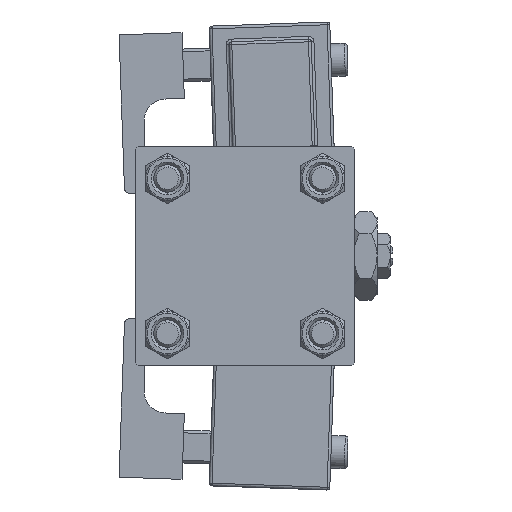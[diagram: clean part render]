
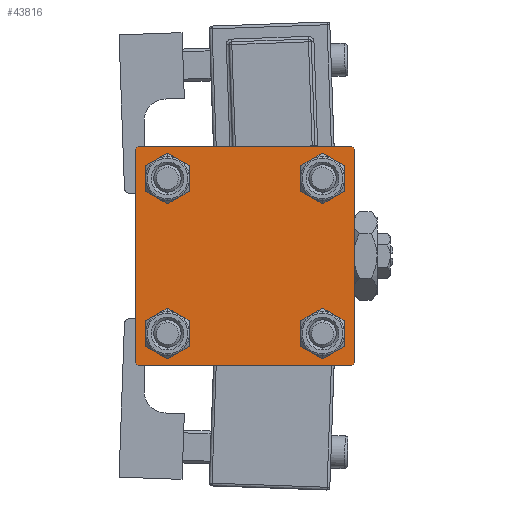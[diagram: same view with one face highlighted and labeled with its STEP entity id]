
A CAD part, left-side view. The second image highlights one B-rep face of the part: STEP entity #43816.
In plain terms, the highlighted planar face has unit normal (-1, 0, 0).
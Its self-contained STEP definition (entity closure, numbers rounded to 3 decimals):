
#379 = AXIS2_PLACEMENT_3D ( 'NONE', #49713, #54175, #11061 ) ;
#418 = VERTEX_POINT ( 'NONE', #34436 ) ;
#952 = ORIENTED_EDGE ( 'NONE', *, *, #8667, .T. ) ;
#1242 = CARTESIAN_POINT ( 'NONE',  ( 0., -14.15, -14.15 ) ) ;
#2164 = DIRECTION ( 'NONE',  ( 0., 0., 1. ) ) ;
#2974 = DIRECTION ( 'NONE',  ( 0., 0., -1. ) ) ;
#3231 = VERTEX_POINT ( 'NONE', #34310 ) ;
#3492 = ORIENTED_EDGE ( 'NONE', *, *, #13435, .F. ) ;
#3496 = CARTESIAN_POINT ( 'NONE',  ( 0., 14.15, -14.15 ) ) ;
#4134 = CARTESIAN_POINT ( 'NONE',  ( 0., -14.15, 14.15 ) ) ;
#4581 = VECTOR ( 'NONE', #43371, 1000. ) ;
#4627 = EDGE_CURVE ( 'NONE', #418, #3231, #10609, .T. ) ;
#4664 = FACE_BOUND ( 'NONE', #19081, .T. ) ;
#5555 = CIRCLE ( 'NONE', #6430, 3. ) ;
#6248 = DIRECTION ( 'NONE',  ( 1., 0., 0. ) ) ;
#6430 = AXIS2_PLACEMENT_3D ( 'NONE', #36295, #6248, #14876 ) ;
#6699 = CARTESIAN_POINT ( 'NONE',  ( 0., -14.15, 17.15 ) ) ;
#6813 = EDGE_CURVE ( 'NONE', #14556, #50084, #49801, .T. ) ;
#7009 = DIRECTION ( 'NONE',  ( 0., -0.707, -0.707 ) ) ;
#7342 = DIRECTION ( 'NONE',  ( 0., 0., -1. ) ) ;
#7419 = EDGE_CURVE ( 'NONE', #40886, #22856, #18530, .T. ) ;
#7433 = VERTEX_POINT ( 'NONE', #20878 ) ;
#7651 = ORIENTED_EDGE ( 'NONE', *, *, #14577, .T. ) ;
#8436 = CARTESIAN_POINT ( 'NONE',  ( 0., -20., -19.5 ) ) ;
#8437 = ORIENTED_EDGE ( 'NONE', *, *, #26576, .T. ) ;
#8667 = EDGE_CURVE ( 'NONE', #3231, #418, #53427, .T. ) ;
#8818 = FACE_BOUND ( 'NONE', #31433, .T. ) ;
#8955 = EDGE_CURVE ( 'NONE', #40245, #40886, #23700, .T. ) ;
#9479 = CARTESIAN_POINT ( 'NONE',  ( 0., 14.15, 17.15 ) ) ;
#10609 = CIRCLE ( 'NONE', #45286, 3. ) ;
#10936 = CARTESIAN_POINT ( 'NONE',  ( 0., 14.15, 11.15 ) ) ;
#11061 = DIRECTION ( 'NONE',  ( 0., 0., 1. ) ) ;
#11390 = DIRECTION ( 'NONE',  ( 0., -1., 0. ) ) ;
#12593 = VERTEX_POINT ( 'NONE', #8436 ) ;
#13435 = EDGE_CURVE ( 'NONE', #35450, #12593, #45256, .T. ) ;
#13500 = VECTOR ( 'NONE', #32759, 1000. ) ;
#13606 = LINE ( 'NONE', #47545, #4581 ) ;
#13698 = CARTESIAN_POINT ( 'NONE',  ( 0., 14.15, 14.15 ) ) ;
#13743 = DIRECTION ( 'NONE',  ( 1., 0., 0. ) ) ;
#14112 = EDGE_CURVE ( 'NONE', #50084, #14556, #26858, .T. ) ;
#14241 = DIRECTION ( 'NONE',  ( 0., 0., 1. ) ) ;
#14365 = CARTESIAN_POINT ( 'NONE',  ( 0., 14.15, -11.15 ) ) ;
#14556 = VERTEX_POINT ( 'NONE', #36568 ) ;
#14577 = EDGE_CURVE ( 'NONE', #50011, #27219, #5555, .T. ) ;
#14876 = DIRECTION ( 'NONE',  ( 0., 0., 1. ) ) ;
#15129 = CARTESIAN_POINT ( 'NONE',  ( 0., 20., 20. ) ) ;
#15390 = CARTESIAN_POINT ( 'NONE',  ( 0., -19.5, -20. ) ) ;
#16276 = DIRECTION ( 'NONE',  ( 1., 0., 0. ) ) ;
#16557 = ORIENTED_EDGE ( 'NONE', *, *, #20894, .T. ) ;
#16633 = CARTESIAN_POINT ( 'NONE',  ( 0., -14.15, -14.15 ) ) ;
#16759 = ORIENTED_EDGE ( 'NONE', *, *, #42057, .T. ) ;
#17909 = DIRECTION ( 'NONE',  ( 0., 0., 1. ) ) ;
#18530 = LINE ( 'NONE', #21411, #37397 ) ;
#18834 = AXIS2_PLACEMENT_3D ( 'NONE', #13698, #30670, #14241 ) ;
#19036 = EDGE_LOOP ( 'NONE', ( #7651, #31066 ) ) ;
#19081 = EDGE_LOOP ( 'NONE', ( #16759, #26546 ) ) ;
#20283 = LINE ( 'NONE', #28901, #36751 ) ;
#20878 = CARTESIAN_POINT ( 'NONE',  ( 0., 14.15, -17.15 ) ) ;
#20894 = EDGE_CURVE ( 'NONE', #54935, #24834, #36908, .T. ) ;
#20952 = VECTOR ( 'NONE', #23831, 1000. ) ;
#21078 = CARTESIAN_POINT ( 'NONE',  ( 0., 0., 0. ) ) ;
#21411 = CARTESIAN_POINT ( 'NONE',  ( 0., 20., -20. ) ) ;
#21625 = FACE_BOUND ( 'NONE', #19036, .T. ) ;
#22169 = ORIENTED_EDGE ( 'NONE', *, *, #7419, .T. ) ;
#22856 = VERTEX_POINT ( 'NONE', #15390 ) ;
#23243 = ORIENTED_EDGE ( 'NONE', *, *, #52226, .T. ) ;
#23286 = DIRECTION ( 'NONE',  ( 1., 0., 0. ) ) ;
#23700 = LINE ( 'NONE', #45128, #47241 ) ;
#23831 = DIRECTION ( 'NONE',  ( 0., 0.707, -0.707 ) ) ;
#24326 = ORIENTED_EDGE ( 'NONE', *, *, #30171, .T. ) ;
#24834 = VERTEX_POINT ( 'NONE', #38178 ) ;
#25219 = CARTESIAN_POINT ( 'NONE',  ( 0., 19.5, 20. ) ) ;
#25243 = ORIENTED_EDGE ( 'NONE', *, *, #14112, .T. ) ;
#25791 = AXIS2_PLACEMENT_3D ( 'NONE', #35245, #23286, #2164 ) ;
#26062 = DIRECTION ( 'NONE',  ( 0., 0., 1. ) ) ;
#26546 = ORIENTED_EDGE ( 'NONE', *, *, #34950, .T. ) ;
#26576 = EDGE_CURVE ( 'NONE', #35450, #49485, #37728, .T. ) ;
#26858 = CIRCLE ( 'NONE', #35765, 3. ) ;
#27147 = CIRCLE ( 'NONE', #29817, 3. ) ;
#27219 = VERTEX_POINT ( 'NONE', #10936 ) ;
#28003 = CARTESIAN_POINT ( 'NONE',  ( 0., -20., 20. ) ) ;
#28901 = CARTESIAN_POINT ( 'NONE',  ( 0., 20., 20. ) ) ;
#29410 = AXIS2_PLACEMENT_3D ( 'NONE', #16633, #34685, #30520 ) ;
#29817 = AXIS2_PLACEMENT_3D ( 'NONE', #3496, #16276, #33252 ) ;
#30171 = EDGE_CURVE ( 'NONE', #24834, #40245, #41006, .T. ) ;
#30230 = FACE_OUTER_BOUND ( 'NONE', #49858, .T. ) ;
#30243 = DIRECTION ( 'NONE',  ( 1., 0., 0. ) ) ;
#30520 = DIRECTION ( 'NONE',  ( 0., 0., 1. ) ) ;
#30670 = DIRECTION ( 'NONE',  ( 1., 0., 0. ) ) ;
#30789 = FACE_BOUND ( 'NONE', #49974, .T. ) ;
#30804 = AXIS2_PLACEMENT_3D ( 'NONE', #21078, #47201, #26062 ) ;
#31066 = ORIENTED_EDGE ( 'NONE', *, *, #53261, .T. ) ;
#31339 = ORIENTED_EDGE ( 'NONE', *, *, #4627, .T. ) ;
#31433 = EDGE_LOOP ( 'NONE', ( #31339, #952 ) ) ;
#32236 = CARTESIAN_POINT ( 'NONE',  ( 0., 19.5, -20. ) ) ;
#32759 = DIRECTION ( 'NONE',  ( 0., 0.707, 0.707 ) ) ;
#33252 = DIRECTION ( 'NONE',  ( 0., 0., 1. ) ) ;
#33343 = DIRECTION ( 'NONE',  ( 0., 0., 1. ) ) ;
#33577 = EDGE_CURVE ( 'NONE', #54935, #49485, #20283, .T. ) ;
#34310 = CARTESIAN_POINT ( 'NONE',  ( 0., -14.15, -17.15 ) ) ;
#34436 = CARTESIAN_POINT ( 'NONE',  ( 0., -14.15, -11.15 ) ) ;
#34685 = DIRECTION ( 'NONE',  ( 1., 0., 0. ) ) ;
#34760 = CARTESIAN_POINT ( 'NONE',  ( 0., -19.5, 20. ) ) ;
#34950 = EDGE_CURVE ( 'NONE', #7433, #43868, #53681, .T. ) ;
#35245 = CARTESIAN_POINT ( 'NONE',  ( 0., -14.15, 14.15 ) ) ;
#35450 = VERTEX_POINT ( 'NONE', #53492 ) ;
#35499 = DIRECTION ( 'NONE',  ( 0., -1., 0. ) ) ;
#35765 = AXIS2_PLACEMENT_3D ( 'NONE', #4134, #30243, #33343 ) ;
#36295 = CARTESIAN_POINT ( 'NONE',  ( 0., 14.15, 14.15 ) ) ;
#36568 = CARTESIAN_POINT ( 'NONE',  ( 0., -14.15, 11.15 ) ) ;
#36751 = VECTOR ( 'NONE', #11390, 1000. ) ;
#36908 = LINE ( 'NONE', #48595, #20952 ) ;
#36927 = CARTESIAN_POINT ( 'NONE',  ( 0., -19.75, 19.75 ) ) ;
#37397 = VECTOR ( 'NONE', #35499, 1000. ) ;
#37728 = LINE ( 'NONE', #36927, #13500 ) ;
#38178 = CARTESIAN_POINT ( 'NONE',  ( 0., 20., 19.5 ) ) ;
#39318 = CARTESIAN_POINT ( 'NONE',  ( 0., 20., -19.5 ) ) ;
#40245 = VERTEX_POINT ( 'NONE', #39318 ) ;
#40622 = ORIENTED_EDGE ( 'NONE', *, *, #8955, .T. ) ;
#40886 = VERTEX_POINT ( 'NONE', #32236 ) ;
#41006 = LINE ( 'NONE', #15129, #49930 ) ;
#42057 = EDGE_CURVE ( 'NONE', #43868, #7433, #27147, .T. ) ;
#43371 = DIRECTION ( 'NONE',  ( 0., -0.707, 0.707 ) ) ;
#43816 = ADVANCED_FACE ( 'NONE', ( #30789, #8818, #4664, #21625, #30230 ), #47756, .T. ) ;
#43868 = VERTEX_POINT ( 'NONE', #14365 ) ;
#45128 = CARTESIAN_POINT ( 'NONE',  ( 0., 19.75, -19.75 ) ) ;
#45256 = LINE ( 'NONE', #28003, #48148 ) ;
#45286 = AXIS2_PLACEMENT_3D ( 'NONE', #1242, #13743, #17909 ) ;
#46580 = ORIENTED_EDGE ( 'NONE', *, *, #6813, .T. ) ;
#47201 = DIRECTION ( 'NONE',  ( -1., 0., 0. ) ) ;
#47241 = VECTOR ( 'NONE', #7009, 1000. ) ;
#47545 = CARTESIAN_POINT ( 'NONE',  ( 0., -19.75, -19.75 ) ) ;
#47756 = PLANE ( 'NONE',  #30804 ) ;
#48148 = VECTOR ( 'NONE', #2974, 1000. ) ;
#48595 = CARTESIAN_POINT ( 'NONE',  ( 0., 19.75, 19.75 ) ) ;
#49485 = VERTEX_POINT ( 'NONE', #34760 ) ;
#49713 = CARTESIAN_POINT ( 'NONE',  ( 0., 14.15, -14.15 ) ) ;
#49801 = CIRCLE ( 'NONE', #25791, 3. ) ;
#49858 = EDGE_LOOP ( 'NONE', ( #24326, #40622, #22169, #23243, #3492, #8437, #52394, #16557 ) ) ;
#49930 = VECTOR ( 'NONE', #7342, 1000. ) ;
#49941 = CIRCLE ( 'NONE', #18834, 3. ) ;
#49974 = EDGE_LOOP ( 'NONE', ( #25243, #46580 ) ) ;
#50011 = VERTEX_POINT ( 'NONE', #9479 ) ;
#50084 = VERTEX_POINT ( 'NONE', #6699 ) ;
#52226 = EDGE_CURVE ( 'NONE', #22856, #12593, #13606, .T. ) ;
#52394 = ORIENTED_EDGE ( 'NONE', *, *, #33577, .F. ) ;
#53261 = EDGE_CURVE ( 'NONE', #27219, #50011, #49941, .T. ) ;
#53427 = CIRCLE ( 'NONE', #29410, 3. ) ;
#53492 = CARTESIAN_POINT ( 'NONE',  ( 0., -20., 19.5 ) ) ;
#53681 = CIRCLE ( 'NONE', #379, 3. ) ;
#54175 = DIRECTION ( 'NONE',  ( 1., 0., 0. ) ) ;
#54935 = VERTEX_POINT ( 'NONE', #25219 ) ;
